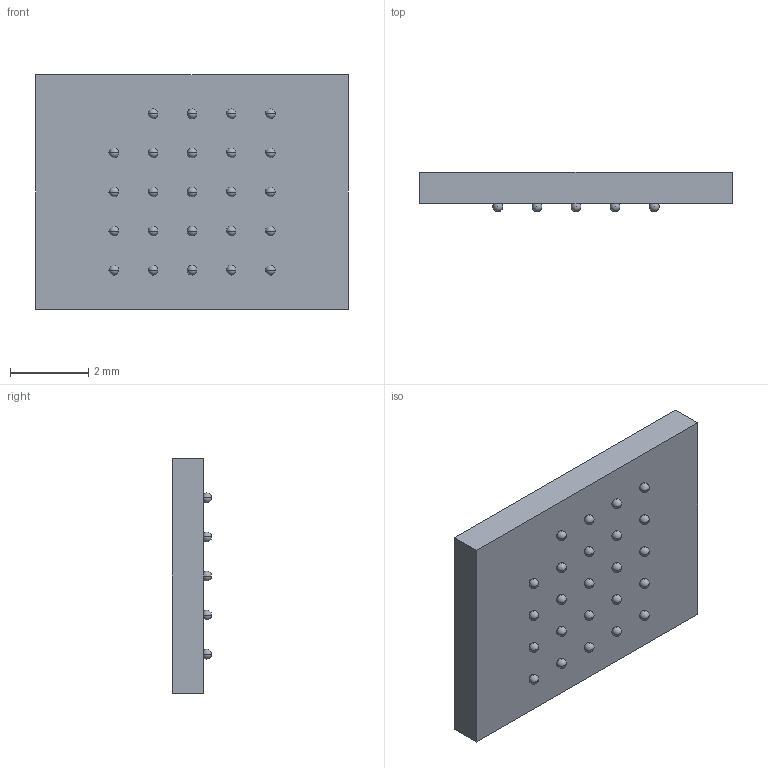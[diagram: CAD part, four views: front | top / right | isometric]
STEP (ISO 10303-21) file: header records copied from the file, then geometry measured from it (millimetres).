
FILE_DESCRIPTION (( 'STEP AP214' ), '1' );
FILE_NAME ('8F8FF0AE-463B-4B7E-A88E-E2FE1DD9B909.STEP', '2023-11-17T00:46:06', ( '' ), ( '' ), 'SwSTEP 2.0', 'SolidWorks 2022', '' );
FILE_SCHEMA (( 'AUTOMOTIVE_DESIGN' ));
Length unit declared in the file: millimetre
Products named in the file (1): 8F8FF0AE-463B-4B7E-A88E-E2FE1DD9B909
Bounding box: 8 x 1 x 6 mm (x, y, z)
Volume: 38.6 mm3; surface area: 121.4 mm2
Topology: 1 solids, 1 shells, 134 faces, 438 edges, 292 vertices
Faces by surface type: plane 62, sphere 48, bspline 24
Entity records: 5553 total; most frequent: CARTESIAN_POINT 2329, ORIENTED_EDGE 636, DIRECTION 588, EDGE_CURVE 318, VERTEX_POINT 220, AXIS2_PLACEMENT_3D 207, LINE 174, VECTOR 174
